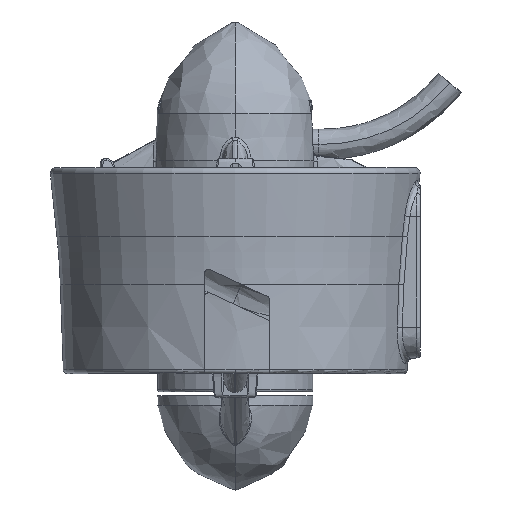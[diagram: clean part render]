
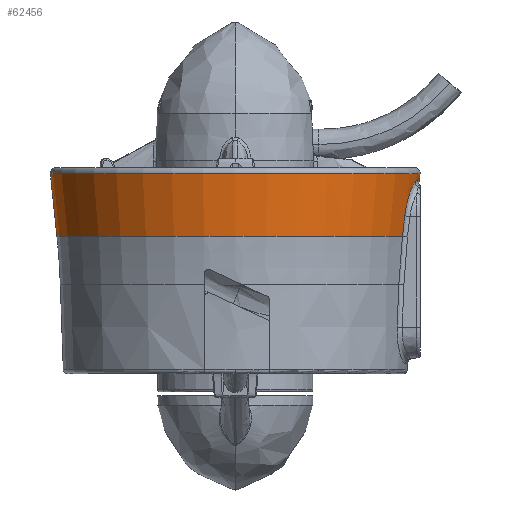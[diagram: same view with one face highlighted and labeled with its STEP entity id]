
A CAD part, left-side view. The second image highlights one B-rep face of the part: STEP entity #62456.
In plain terms, the highlighted conical face has half-angle 6.009 degrees and reference radius 48.694 mm.
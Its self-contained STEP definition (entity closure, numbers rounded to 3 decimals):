
#739 = ORIENTED_EDGE ( 'NONE', *, *, #43696, .T. ) ;
#975 = VERTEX_POINT ( 'NONE', #117601 ) ;
#1110 = CARTESIAN_POINT ( 'NONE',  ( -13.695, -45.9, 50.044 ) ) ;
#1544 = B_SPLINE_CURVE_WITH_KNOTS ( 'NONE', 3,
 ( #98694, #51576, #42282, #78643, #3694, #108292 ),
 .UNSPECIFIED., .F., .F.,
 ( 4, 2, 4 ),
 ( 0., 0.002, 0.003 ),
 .UNSPECIFIED. ) ;
#2233 = ORIENTED_EDGE ( 'NONE', *, *, #89095, .T. ) ;
#3620 = VERTEX_POINT ( 'NONE', #102748 ) ;
#3694 = CARTESIAN_POINT ( 'NONE',  ( -7.338, -47.654, 53.022 ) ) ;
#3832 = B_SPLINE_CURVE_WITH_KNOTS ( 'NONE', 3,
 ( #111712, #45447, #112321, #65292, #60269, #86943 ),
 .UNSPECIFIED., .F., .F.,
 ( 4, 2, 4 ),
 ( 0., 0.003, 0.007 ),
 .UNSPECIFIED. ) ;
#4005 = VECTOR ( 'NONE', #64945, 1000. ) ;
#9083 = ORIENTED_EDGE ( 'NONE', *, *, #78777, .T. ) ;
#10402 = VERTEX_POINT ( 'NONE', #83983 ) ;
#10407 = CARTESIAN_POINT ( 'NONE',  ( -10.873, -46.884, 52.199 ) ) ;
#11544 = CARTESIAN_POINT ( 'NONE',  ( -16.138, -44.294, 42.853 ) ) ;
#13393 = ORIENTED_EDGE ( 'NONE', *, *, #44878, .T. ) ;
#15550 = VERTEX_POINT ( 'NONE', #102033 ) ;
#19683 = CARTESIAN_POINT ( 'NONE',  ( -15.978, -44.661, 45.604 ) ) ;
#20228 = CARTESIAN_POINT ( 'NONE',  ( -16.16, -43.772, 38.265 ) ) ;
#21513 = CARTESIAN_POINT ( 'NONE',  ( -13.208, -46.1, 50.562 ) ) ;
#22124 = CARTESIAN_POINT ( 'NONE',  ( -12.111, -46.499, 51.465 ) ) ;
#25070 = AXIS2_PLACEMENT_3D ( 'NONE', #56082, #75931, #28226 ) ;
#26873 = VERTEX_POINT ( 'NONE', #51903 ) ;
#27054 = CARTESIAN_POINT ( 'NONE',  ( 0., -48.694, 57.593 ) ) ;
#27103 = CIRCLE ( 'NONE', #25070, 46.66 ) ;
#27817 = VERTEX_POINT ( 'NONE', #90256 ) ;
#28226 = DIRECTION ( 'NONE',  ( 0., 1., 0. ) ) ;
#28301 = LINE ( 'NONE', #27054, #54578 ) ;
#30783 = CARTESIAN_POINT ( 'NONE',  ( -15.533, -44.971, 46.991 ) ) ;
#31387 = CARTESIAN_POINT ( 'NONE',  ( -15.354, -45.082, 47.438 ) ) ;
#35036 = EDGE_LOOP ( 'NONE', ( #2233, #87446, #81456, #37653, #99351, #739, #13393, #9083 ) ) ;
#35037 = CARTESIAN_POINT ( 'NONE',  ( 0., -48.38, 54.61 ) ) ;
#37030 = LINE ( 'NONE', #65561, #4005 ) ;
#37653 = ORIENTED_EDGE ( 'NONE', *, *, #72012, .F. ) ;
#42282 = CARTESIAN_POINT ( 'NONE',  ( -8.95, -47.362, 52.876 ) ) ;
#42953 = CARTESIAN_POINT ( 'NONE',  ( 0., 0., 57.593 ) ) ;
#43696 = EDGE_CURVE ( 'NONE', #88941, #26873, #45620, .T. ) ;
#44878 = EDGE_CURVE ( 'NONE', #26873, #27817, #48152, .T. ) ;
#45447 = CARTESIAN_POINT ( 'NONE',  ( -5.665, -47.879, 52.898 ) ) ;
#45620 = B_SPLINE_CURVE_WITH_KNOTS ( 'NONE', 3,
 ( #20228, #86485, #105661, #58594, #97011, #11544, #49286 ),
 .UNSPECIFIED., .F., .F.,
 ( 4, 3, 4 ),
 ( 0., 0.003, 0.005 ),
 .UNSPECIFIED. ) ;
#46843 = AXIS2_PLACEMENT_3D ( 'NONE', #42953, #62189, #99947 ) ;
#48152 = B_SPLINE_CURVE_WITH_KNOTS ( 'NONE', 3,
 ( #116815, #115018, #19683, #67987, #30783, #31387, #95259, #69172, #105131, #69775, #68565, #106327, #1110, #21513, #106943, #22124, #57453, #10407, #76667, #114403 ),
 .UNSPECIFIED., .F., .F.,
 ( 4, 2, 2, 2, 2, 2, 2, 2, 2, 4 ),
 ( 0., 0.003, 0.004, 0.004, 0.006, 0.007, 0.007, 0.009, 0.01, 0.012 ),
 .UNSPECIFIED. ) ;
#49286 = CARTESIAN_POINT ( 'NONE',  ( -16.135, -44.385, 43.657 ) ) ;
#51576 = CARTESIAN_POINT ( 'NONE',  ( -9.475, -47.247, 52.752 ) ) ;
#51903 = CARTESIAN_POINT ( 'NONE',  ( -16.135, -44.385, 43.657 ) ) ;
#52261 = FACE_OUTER_BOUND ( 'NONE', #35036, .T. ) ;
#54578 = VECTOR ( 'NONE', #103829, 1000. ) ;
#56082 = CARTESIAN_POINT ( 'NONE',  ( 0., 0., 38.265 ) ) ;
#57453 = CARTESIAN_POINT ( 'NONE',  ( -11.709, -46.631, 51.733 ) ) ;
#58594 = CARTESIAN_POINT ( 'NONE',  ( -16.146, -44.111, 41.246 ) ) ;
#58716 = EDGE_CURVE ( 'NONE', #82957, #10402, #100332, .T. ) ;
#60269 = CARTESIAN_POINT ( 'NONE',  ( -1.137, -48.169, 52.607 ) ) ;
#62189 = DIRECTION ( 'NONE',  ( 0., 0., 1. ) ) ;
#62456 = ADVANCED_FACE ( 'NONE', ( #52261 ), #121947, .T. ) ;
#64184 = CARTESIAN_POINT ( 'NONE',  ( 0., 0., 54.61 ) ) ;
#64945 = DIRECTION ( 'NONE',  ( 0., 0.105, 0.995 ) ) ;
#65292 = CARTESIAN_POINT ( 'NONE',  ( -2.271, -48.134, 52.655 ) ) ;
#65561 = CARTESIAN_POINT ( 'NONE',  ( 0., 48.694, 57.593 ) ) ;
#67987 = CARTESIAN_POINT ( 'NONE',  ( -15.615, -44.917, 46.761 ) ) ;
#68565 = CARTESIAN_POINT ( 'NONE',  ( -14.151, -45.701, 49.494 ) ) ;
#69172 = CARTESIAN_POINT ( 'NONE',  ( -14.943, -45.316, 48.301 ) ) ;
#69775 = CARTESIAN_POINT ( 'NONE',  ( -14.295, -45.635, 49.301 ) ) ;
#72012 = EDGE_CURVE ( 'NONE', #975, #10402, #37030, .T. ) ;
#75608 = EDGE_CURVE ( 'NONE', #15550, #82957, #28301, .T. ) ;
#75931 = DIRECTION ( 'NONE',  ( 0., 0., 1. ) ) ;
#76667 = CARTESIAN_POINT ( 'NONE',  ( -10.437, -47.005, 52.4 ) ) ;
#78643 = CARTESIAN_POINT ( 'NONE',  ( -7.885, -47.566, 53.01 ) ) ;
#78777 = EDGE_CURVE ( 'NONE', #27817, #3620, #1544, .T. ) ;
#79329 = CARTESIAN_POINT ( 'NONE',  ( -16.16, -43.772, 38.265 ) ) ;
#80122 = EDGE_CURVE ( 'NONE', #975, #88941, #27103, .T. ) ;
#81456 = ORIENTED_EDGE ( 'NONE', *, *, #58716, .T. ) ;
#82957 = VERTEX_POINT ( 'NONE', #35037 ) ;
#83983 = CARTESIAN_POINT ( 'NONE',  ( 0., 48.38, 54.61 ) ) ;
#86485 = CARTESIAN_POINT ( 'NONE',  ( -16.155, -43.885, 39.259 ) ) ;
#86943 = CARTESIAN_POINT ( 'NONE',  ( 0., -48.169, 52.607 ) ) ;
#87446 = ORIENTED_EDGE ( 'NONE', *, *, #75608, .T. ) ;
#88941 = VERTEX_POINT ( 'NONE', #79329 ) ;
#89095 = EDGE_CURVE ( 'NONE', #3620, #15550, #3832, .T. ) ;
#90256 = CARTESIAN_POINT ( 'NONE',  ( -9.982, -47.119, 52.566 ) ) ;
#95259 = CARTESIAN_POINT ( 'NONE',  ( -15.257, -45.14, 47.657 ) ) ;
#97011 = CARTESIAN_POINT ( 'NONE',  ( -16.142, -44.203, 42.05 ) ) ;
#98694 = CARTESIAN_POINT ( 'NONE',  ( -9.982, -47.119, 52.566 ) ) ;
#99351 = ORIENTED_EDGE ( 'NONE', *, *, #80122, .T. ) ;
#99947 = DIRECTION ( 'NONE',  ( 0., 1., 0. ) ) ;
#100332 = CIRCLE ( 'NONE', #118094, 48.38 ) ;
#102033 = CARTESIAN_POINT ( 'NONE',  ( 0., -48.169, 52.607 ) ) ;
#102748 = CARTESIAN_POINT ( 'NONE',  ( -6.79, -47.728, 52.981 ) ) ;
#103829 = DIRECTION ( 'NONE',  ( 0., -0.105, 0.995 ) ) ;
#105131 = CARTESIAN_POINT ( 'NONE',  ( -14.702, -45.441, 48.712 ) ) ;
#105661 = CARTESIAN_POINT ( 'NONE',  ( -16.151, -43.998, 40.252 ) ) ;
#106327 = CARTESIAN_POINT ( 'NONE',  ( -13.851, -45.834, 49.865 ) ) ;
#106943 = CARTESIAN_POINT ( 'NONE',  ( -12.859, -46.234, 50.88 ) ) ;
#108292 = CARTESIAN_POINT ( 'NONE',  ( -6.79, -47.728, 52.981 ) ) ;
#111712 = CARTESIAN_POINT ( 'NONE',  ( -6.79, -47.728, 52.981 ) ) ;
#112321 = CARTESIAN_POINT ( 'NONE',  ( -4.536, -47.989, 52.802 ) ) ;
#113064 = DIRECTION ( 'NONE',  ( 0., -1., 0. ) ) ;
#114403 = CARTESIAN_POINT ( 'NONE',  ( -9.982, -47.119, 52.566 ) ) ;
#115018 = CARTESIAN_POINT ( 'NONE',  ( -16.13, -44.498, 44.647 ) ) ;
#116815 = CARTESIAN_POINT ( 'NONE',  ( -16.135, -44.385, 43.657 ) ) ;
#117601 = CARTESIAN_POINT ( 'NONE',  ( 0., 46.66, 38.265 ) ) ;
#118094 = AXIS2_PLACEMENT_3D ( 'NONE', #64184, #122320, #113064 ) ;
#121947 = CONICAL_SURFACE ( 'NONE', #46843, 48.694, 0.105 ) ;
#122320 = DIRECTION ( 'NONE',  ( 0., 0., -1. ) ) ;
